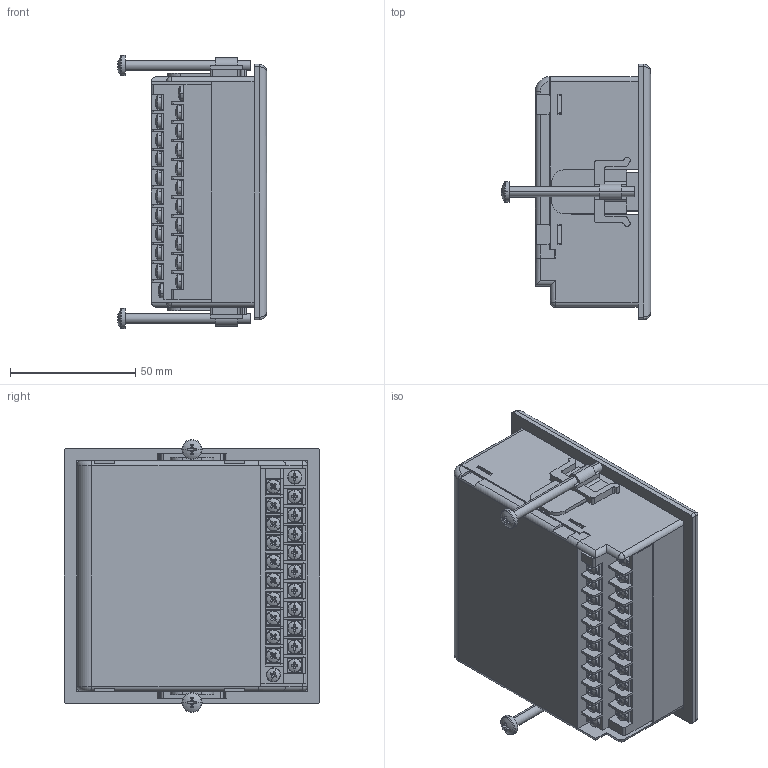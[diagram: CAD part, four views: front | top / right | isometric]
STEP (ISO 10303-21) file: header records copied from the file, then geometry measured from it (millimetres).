
FILE_DESCRIPTION (( 'STEP AP214' ), '1' );
FILE_NAME ('3D ìîäåëü 2ÒÐÌ1-Ù11.Ó.ÕÕ.STEP', '2015-08-13T13:03:48', ( 'adm' ), ( 'owen' ), 'SwSTEP 2.0', 'SolidWorks 2013', '' );
FILE_SCHEMA (( 'AUTOMOTIVE_DESIGN' ));
Length unit declared in the file: millimetre
Products named in the file (12): 婰膲僗闉_v.11; Ñáîðêà êëåììíàÿ êîëîäêà; pan head cross recess screw_iso Ì3õ20_ISO 7045 - M3 x 20 - Z --- 20N; pan head cross recess screw_iso Ì3õ20_ISO 7045 - M3 x 10 - Z --- 10N; Øàéáà êâàäðàòíàÿ Ì3; 2TRM1_011F02M; Pan Cross Head_AM4_50_B18.6.7M - M4 x 0.7 x 40 Type I Cross Recessed PHMS --40N; Êîðïóñ 2ÒÐÌ1-Ù11 çàä; Êîðïóñ 2ÒÐÌ1-Ù11 ïåðåä; 3D ìîäåëü 2ÒÐÌ1-Ù11.Ó.ÕÕ; Óïëîòíèòåëü; Êëåììíàÿ êîëîäêà
Assembly tree (52 placements, depth 3):
  3D ìîäåëü 2ÒÐÌ1-Ù11.Ó.ÕÕ
    Ñáîðêà êëåììíàÿ êîëîäêà
      pan head cross recess screw_iso Ì3õ20_ISO 7045 - M3 x 10 - Z --- 10N  x20
      Øàéáà êâàäðàòíàÿ Ì3  x20
      pan head cross recess screw_iso Ì3õ20_ISO 7045 - M3 x 20 - Z --- 20N  x2
      Êëåììíàÿ êîëîäêà
    Pan Cross Head_AM4_50_B18.6.7M - M4 x 0.7 x 40 Type I Cross Recessed PHMS --40N  x2
    Êîðïóñ 2ÒÐÌ1-Ù11 çàä
    2TRM1_011F02M
    Êîðïóñ 2ÒÐÌ1-Ù11 ïåðåä
    Óïëîòíèòåëü
    婰膲僗闉_v.11  x2
Bounding box: 59.57 x 102 x 109 mm (x, y, z)
Volume: 127514.6 mm3; surface area: 115244.5 mm2
Topology: 51 solids, 51 shells, 2669 faces, 6613 edges, 4164 vertices
Faces by surface type: plane 1759, cylinder 363, cone 242, bspline 161, torus 94, sphere 50
Entity records: 55107 total; most frequent: CARTESIAN_POINT 10199, ORIENTED_EDGE 7590, DIRECTION 6571, EDGE_CURVE 3795, VECTOR 3047, LINE 3047, VERTEX_POINT 2488, AXIS2_PLACEMENT_3D 1762
